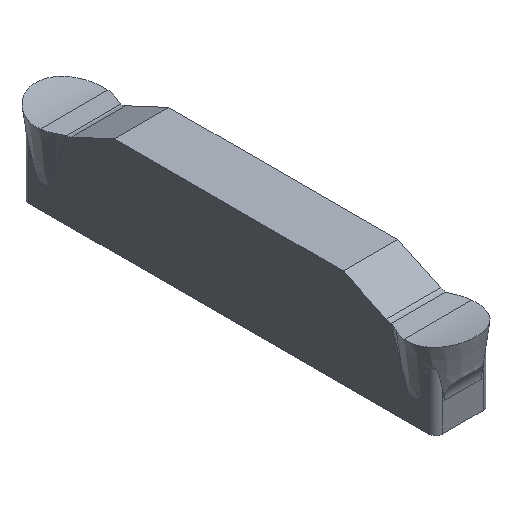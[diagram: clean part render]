
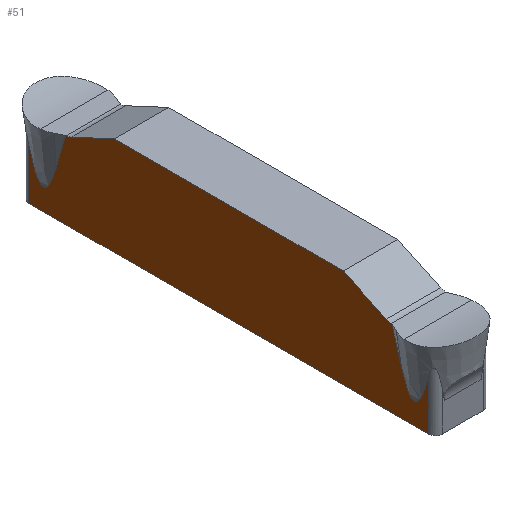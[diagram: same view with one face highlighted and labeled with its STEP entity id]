
A CAD part, isometric view. The second image highlights one B-rep face of the part: STEP entity #51.
In plain terms, the highlighted planar face has unit normal (-1, 0, 0).
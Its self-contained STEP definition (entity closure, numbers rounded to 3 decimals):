
#51=ADVANCED_FACE('SIDE_IB_1_SU5',(#91),#77,.F.);
#77=PLANE('',#560);
#91=FACE_OUTER_BOUND('',#117,.T.);
#117=EDGE_LOOP('',(#171,#172,#173,#174,#175,#176,#177,#178,#179,#180,#181,
#182,#183,#184));
#143=ELLIPSE('',#558,0.632,0.5);
#144=ELLIPSE('',#559,0.632,0.5);
#153=B_SPLINE_CURVE_WITH_KNOTS('',3,(#794,#795,#796,#797,#798,#799,#800,
#801,#802,#803,#804,#805),.UNSPECIFIED.,.F.,.F.,(4,2,2,2,2,4),(0.,0.25,
0.5,0.625,0.75,1.),.UNSPECIFIED.);
#154=B_SPLINE_CURVE_WITH_KNOTS('',3,(#813,#814,#815,#816,#817,#818,#819,
#820,#821,#822,#823,#824),.UNSPECIFIED.,.F.,.F.,(4,2,2,2,2,4),(0.,0.25,
0.375,0.5,0.75,1.),.UNSPECIFIED.);
#171=ORIENTED_EDGE('',*,*,#363,.F.);
#172=ORIENTED_EDGE('',*,*,#364,.F.);
#173=ORIENTED_EDGE('',*,*,#365,.F.);
#174=ORIENTED_EDGE('',*,*,#366,.T.);
#175=ORIENTED_EDGE('',*,*,#367,.F.);
#176=ORIENTED_EDGE('',*,*,#368,.T.);
#177=ORIENTED_EDGE('',*,*,#369,.F.);
#178=ORIENTED_EDGE('',*,*,#370,.F.);
#179=ORIENTED_EDGE('',*,*,#371,.F.);
#180=ORIENTED_EDGE('',*,*,#372,.F.);
#181=ORIENTED_EDGE('',*,*,#373,.F.);
#182=ORIENTED_EDGE('',*,*,#374,.F.);
#183=ORIENTED_EDGE('',*,*,#375,.F.);
#184=ORIENTED_EDGE('',*,*,#376,.F.);
#315=VERTEX_POINT('',#790);
#316=VERTEX_POINT('',#791);
#317=VERTEX_POINT('',#793);
#318=VERTEX_POINT('',#806);
#319=VERTEX_POINT('',#808);
#320=VERTEX_POINT('',#810);
#321=VERTEX_POINT('',#812);
#322=VERTEX_POINT('',#825);
#323=VERTEX_POINT('',#827);
#324=VERTEX_POINT('',#829);
#325=VERTEX_POINT('',#831);
#326=VERTEX_POINT('',#833);
#327=VERTEX_POINT('',#835);
#328=VERTEX_POINT('',#837);
#363=EDGE_CURVE('',#315,#316,#435,.T.);
#364=EDGE_CURVE('',#317,#315,#436,.T.);
#365=EDGE_CURVE('',#318,#317,#153,.T.);
#366=EDGE_CURVE('',#318,#319,#437,.T.);
#367=EDGE_CURVE('',#320,#319,#438,.T.);
#368=EDGE_CURVE('',#320,#321,#439,.T.);
#369=EDGE_CURVE('',#322,#321,#154,.T.);
#370=EDGE_CURVE('',#323,#322,#440,.T.);
#371=EDGE_CURVE('',#324,#323,#441,.T.);
#372=EDGE_CURVE('',#325,#324,#143,.T.);
#373=EDGE_CURVE('',#326,#325,#442,.T.);
#374=EDGE_CURVE('',#327,#326,#443,.T.);
#375=EDGE_CURVE('',#328,#327,#444,.T.);
#376=EDGE_CURVE('',#316,#328,#144,.T.);
#435=LINE('',#789,#479);
#436=LINE('',#792,#480);
#437=LINE('',#807,#481);
#438=LINE('',#809,#482);
#439=LINE('',#811,#483);
#440=LINE('',#826,#484);
#441=LINE('',#828,#485);
#442=LINE('',#832,#486);
#443=LINE('',#834,#487);
#444=LINE('',#836,#488);
#479=VECTOR('',#600,1.);
#480=VECTOR('',#601,1.);
#481=VECTOR('',#602,1.);
#482=VECTOR('',#603,1.);
#483=VECTOR('',#604,1.);
#484=VECTOR('',#605,1.);
#485=VECTOR('',#606,1.);
#486=VECTOR('',#609,1.);
#487=VECTOR('',#610,1.);
#488=VECTOR('',#611,1.);
#558=AXIS2_PLACEMENT_3D('',#830,#607,#608);
#559=AXIS2_PLACEMENT_3D('',#838,#612,#613);
#560=AXIS2_PLACEMENT_3D('',#839,#614,#615);
#600=DIRECTION('',(0.,-0.999,0.032));
#601=DIRECTION('',(0.,-0.279,0.96));
#602=DIRECTION('',(0.,0.,-1.));
#603=DIRECTION('',(0.,1.,0.));
#604=DIRECTION('',(0.,0.,1.));
#605=DIRECTION('',(0.,-0.279,-0.96));
#606=DIRECTION('',(0.,-0.999,-0.032));
#607=DIRECTION('',(-1.,0.,0.));
#608=DIRECTION('',(0.,-0.906,-0.423));
#609=DIRECTION('',(0.,-0.906,-0.423));
#610=DIRECTION('',(0.,-1.,0.));
#611=DIRECTION('',(0.,-0.906,0.423));
#612=DIRECTION('',(-1.,0.,0.));
#613=DIRECTION('',(0.,0.906,-0.423));
#614=DIRECTION('',(1.,0.,0.));
#615=DIRECTION('',(0.,0.,-1.));
#789=CARTESIAN_POINT('',(-1.6,0.011,0.345));
#790=CARTESIAN_POINT('',(-1.6,9.588,0.039));
#791=CARTESIAN_POINT('',(-1.6,9.558,0.04));
#792=CARTESIAN_POINT('',(-1.6,8.852,2.572));
#793=CARTESIAN_POINT('',(-1.6,10.154,-1.911));
#794=CARTESIAN_POINT('',(-1.6,11.75,-1.533));
#795=CARTESIAN_POINT('',(-1.6,11.675,-1.821));
#796=CARTESIAN_POINT('',(-1.6,11.593,-2.108));
#797=CARTESIAN_POINT('',(-1.6,11.394,-2.673));
#798=CARTESIAN_POINT('',(-1.6,11.302,-2.977));
#799=CARTESIAN_POINT('',(-1.6,10.964,-3.279));
#800=CARTESIAN_POINT('',(-1.6,10.783,-3.249));
#801=CARTESIAN_POINT('',(-1.6,10.581,-3.027));
#802=CARTESIAN_POINT('',(-1.6,10.512,-2.889));
#803=CARTESIAN_POINT('',(-1.6,10.325,-2.478));
#804=CARTESIAN_POINT('',(-1.6,10.236,-2.194));
#805=CARTESIAN_POINT('',(-1.6,10.154,-1.911));
#806=CARTESIAN_POINT('',(-1.6,11.75,-1.533));
#807=CARTESIAN_POINT('',(-1.6,11.75,0.));
#808=CARTESIAN_POINT('',(-1.6,11.75,-4.495));
#809=CARTESIAN_POINT('',(-1.6,0.,-4.495));
#810=CARTESIAN_POINT('',(-1.6,-11.75,-4.495));
#811=CARTESIAN_POINT('',(-1.6,-11.75,0.));
#812=CARTESIAN_POINT('',(-1.6,-11.75,-1.533));
#813=CARTESIAN_POINT('',(-1.6,-10.154,-1.911));
#814=CARTESIAN_POINT('',(-1.6,-10.238,-2.199));
#815=CARTESIAN_POINT('',(-1.6,-10.328,-2.484));
#816=CARTESIAN_POINT('',(-1.6,-10.514,-2.893));
#817=CARTESIAN_POINT('',(-1.6,-10.583,-3.03));
#818=CARTESIAN_POINT('',(-1.6,-10.788,-3.252));
#819=CARTESIAN_POINT('',(-1.6,-10.97,-3.276));
#820=CARTESIAN_POINT('',(-1.6,-11.304,-2.969));
#821=CARTESIAN_POINT('',(-1.6,-11.398,-2.662));
#822=CARTESIAN_POINT('',(-1.6,-11.595,-2.102));
#823=CARTESIAN_POINT('',(-1.6,-11.675,-1.818));
#824=CARTESIAN_POINT('',(-1.6,-11.75,-1.533));
#825=CARTESIAN_POINT('',(-1.6,-10.154,-1.911));
#826=CARTESIAN_POINT('',(-1.6,-8.852,2.572));
#827=CARTESIAN_POINT('',(-1.6,-9.588,0.039));
#828=CARTESIAN_POINT('',(-1.6,-0.011,0.345));
#829=CARTESIAN_POINT('',(-1.6,-9.558,0.04));
#830=CARTESIAN_POINT('',(-1.6,-9.471,0.565));
#831=CARTESIAN_POINT('',(-1.6,-9.26,0.112));
#832=CARTESIAN_POINT('',(-1.6,-1.697,3.639));
#833=CARTESIAN_POINT('',(-1.6,-6.722,1.295));
#834=CARTESIAN_POINT('',(-1.6,0.,1.295));
#835=CARTESIAN_POINT('',(-1.6,6.722,1.295));
#836=CARTESIAN_POINT('',(-1.6,1.697,3.639));
#837=CARTESIAN_POINT('',(-1.6,9.26,0.112));
#838=CARTESIAN_POINT('',(-1.6,9.471,0.565));
#839=CARTESIAN_POINT('',(-1.6,0.,0.));
